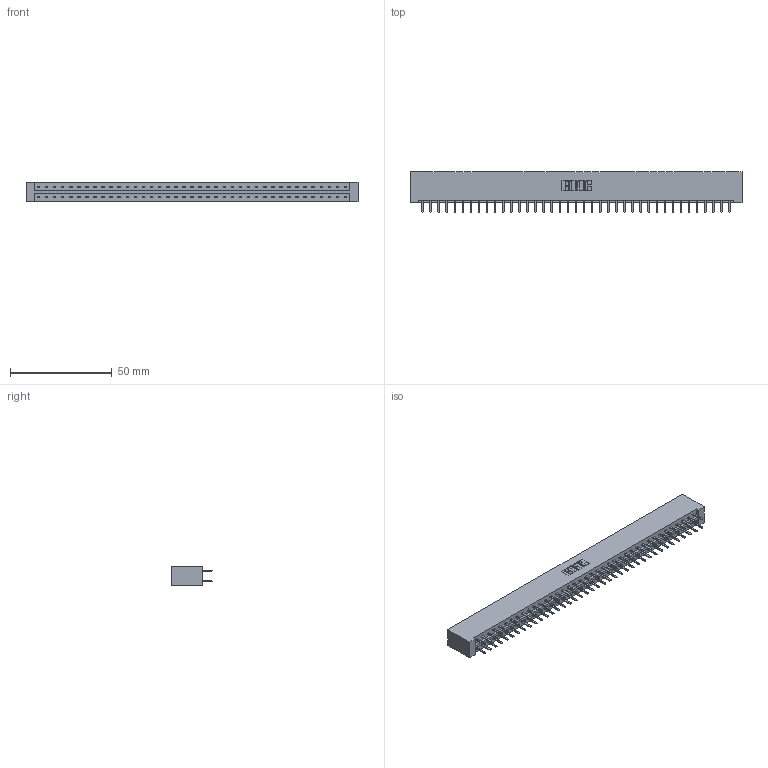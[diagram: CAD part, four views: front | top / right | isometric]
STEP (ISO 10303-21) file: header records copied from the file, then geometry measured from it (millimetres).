
FILE_DESCRIPTION (( 'STEP AP203' ), '1' );
FILE_NAME ('333-078-520-201.STEP', '2018-08-04T23:50:40', ( '' ), ( '' ), 'SwSTEP 2.0', 'SolidWorks 2016', '' );
FILE_SCHEMA (( 'CONFIG_CONTROL_DESIGN' ));
Length unit declared in the file: inch
Products named in the file (3): 333 Part_Lugless; 345-292-001_345-293-120; 333-078-520-201
Assembly tree (79 placements, depth 2):
  333-078-520-201
    333 Part_Lugless
    345-292-001_345-293-120  x78
Bounding box: 162.79 x 20.02 x 9.4 mm (x, y, z)
Volume: 17189.7 mm3; surface area: 20223.8 mm2
Topology: 79 solids, 79 shells, 4474 faces, 13001 edges, 8458 vertices
Faces by surface type: plane 3030, cylinder 1444
Entity records: 25315 total; most frequent: CARTESIAN_POINT 4210, ORIENTED_EDGE 4134, DIRECTION 3583, EDGE_CURVE 2067, VECTOR 1943, LINE 1943, VERTEX_POINT 1374, AXIS2_PLACEMENT_3D 820
